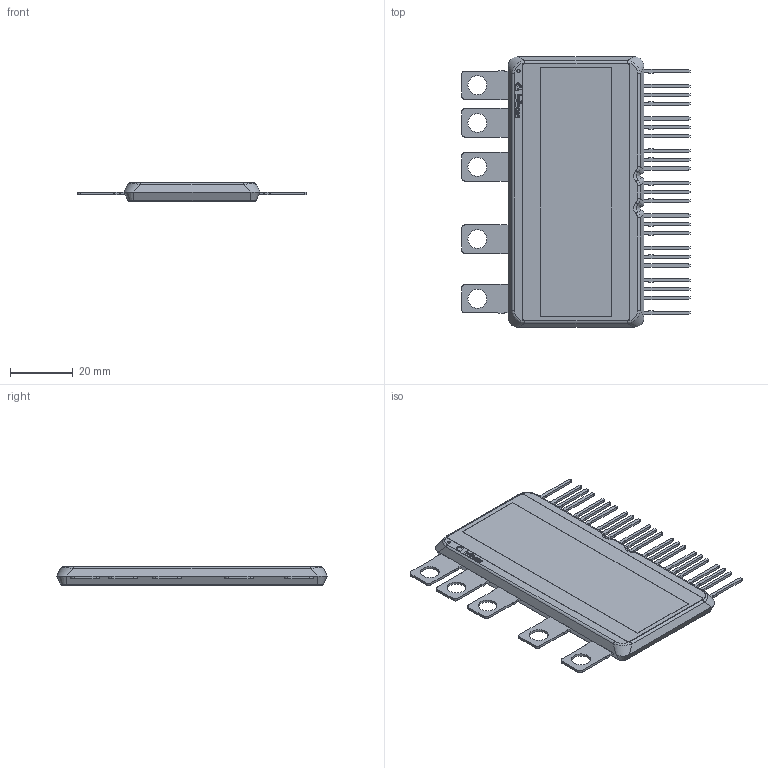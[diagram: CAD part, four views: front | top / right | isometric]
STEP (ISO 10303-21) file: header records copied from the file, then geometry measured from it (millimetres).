
FILE_DESCRIPTION(/* description */ (''),/* implementation_level */ '2;1');
FILE_NAME(/* name */ 'PG-MDIP-28-1_Z8B00174216_V08_3D.stp',/* time_stamp */ '2023-06-30T12:58:09+05:00',/* author */ ('Subramani'),/* organization */ (''),/* preprocessor_version */ 'ST-DEVELOPER v16.13',/* originating_system */ 'AutoCAD Mechanical',/* authorisation */ '');
FILE_SCHEMA (('AUTOMOTIVE_DESIGN { 1 0 10303 214 3 1 1 }'));
Length unit declared in the file: millimetre
Products named in the file (1): Product
Bounding box: 72.8 x 86 x 6 mm (x, y, z)
Volume: 21687.4 mm3; surface area: 29847.4 mm2
Topology: 47 solids, 47 shells, 802 faces, 2049 edges, 1354 vertices
Faces by surface type: plane 478, cylinder 256, bspline 48, torus 16, cone 4
Full cylindrical faces by diameter (mm): 0.352 x1, 0.715 x1, 1 x2, 1.6 x12, 6 x5
Entity records: 27110 total; most frequent: CARTESIAN_POINT 7551, ORIENTED_EDGE 4032, DIRECTION 3990, EDGE_CURVE 2016, LINE 1384, VECTOR 1384, VERTEX_POINT 1354, AXIS2_PLACEMENT_3D 1303
